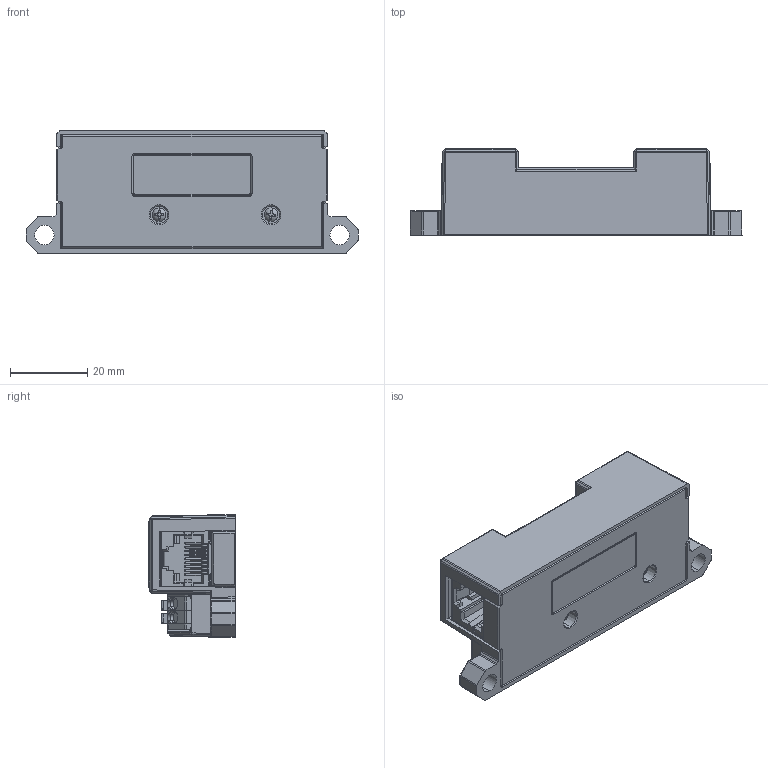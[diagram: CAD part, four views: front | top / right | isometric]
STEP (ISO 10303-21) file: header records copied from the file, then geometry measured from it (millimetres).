
FILE_DESCRIPTION (( 'STEP AP203' ), '1' );
FILE_NAME ('REV-11-1856_PUBLIC_CAD.STEP', '2021-09-28T14:59:11', ( '' ), ( '' ), 'SwSTEP 2.0', 'SolidWorks 2019', '' );
FILE_SCHEMA (( 'CONFIG_CONTROL_DESIGN' ));
Length unit declared in the file: inch
Products named in the file (1): REV-11-1856_PUBLIC_CAD
Bounding box: 85.72 x 22.25 x 31.75 mm (x, y, z)
Volume: 19374.6 mm3; surface area: 36056.1 mm2
Topology: 109 solids, 109 shells, 3932 faces, 10768 edges, 7055 vertices
Faces by surface type: plane 2105, bspline 980, cylinder 681, cone 142, sphere 16, torus 8
Entity records: 138355 total; most frequent: CARTESIAN_POINT 47264, ORIENTED_EDGE 21448, DIRECTION 14703, EDGE_CURVE 10724, VERTEX_POINT 7055, VECTOR 6479, LINE 6479, EDGE_LOOP 4189
